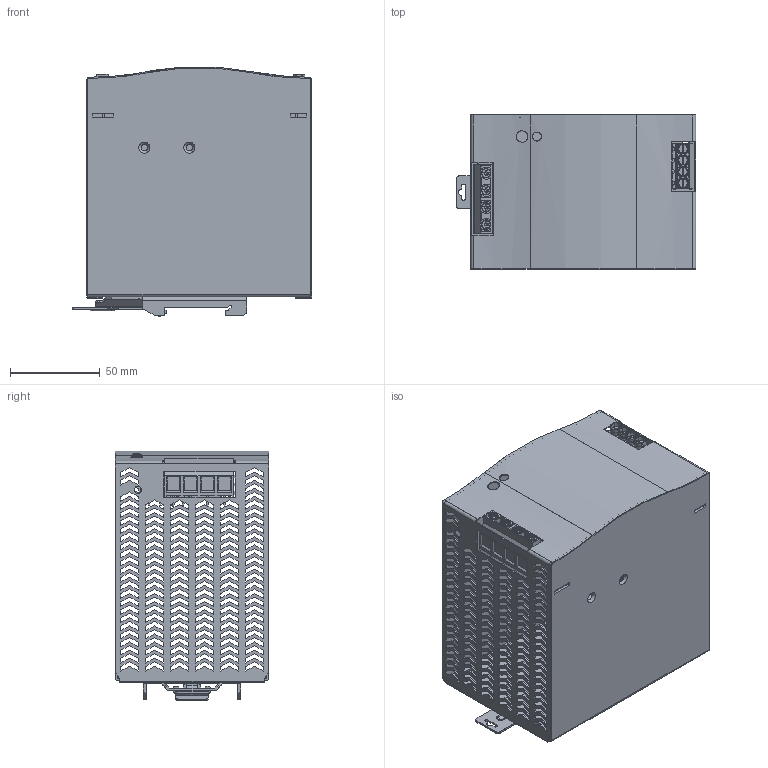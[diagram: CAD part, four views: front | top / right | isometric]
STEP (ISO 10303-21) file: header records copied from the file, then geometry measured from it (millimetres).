
FILE_DESCRIPTION(/* description */ (''),/* implementation_level */ '2;1');
FILE_NAME(/* name */ 'MTR480.stp',/* time_stamp */ '2023-07-21T15:03:53+08:00',/* author */ (''),/* organization */ (''),/* preprocessor_version */ 'ST-DEVELOPER v19.3',/* originating_system */ 'SIEMENS PLM Software NX2212.3001',/* authorisation */ '');
FILE_SCHEMA (('AP203_CONFIGURATION_CONTROLLED_3D_DESIGN_OF_MECHANICAL_PARTS_AND_ASSEMBLIES_MIM_LF { 1 0 10303 403 2 1 2}'));
Products named in the file (9): A04WJFWTH000007_209901ID; A04WJAZP0000009; A02SJKK00000008; A01J1DZP0000084; A01J1DZP0000088; A04WJJSK0000131; A04WJJSK0000132; MQR240-A01安装片装配; MTR480
Assembly tree (8 placements, depth 3):
  MTR480
    A04WJJSK0000132
    A04WJJSK0000131
    MQR240-A01安装片装配
      A02SJKK00000008
      A04WJAZP0000009
      A04WJFWTH000007_209901ID
    A01J1DZP0000088
    A01J1DZP0000084
Bounding box: 133.25 x 85.5 x 138.93 mm (x, y, z)
Volume: 96114 mm3; surface area: 158298.2 mm2
Topology: 11 solids, 11 shells, 3011 faces, 8733 edges, 5769 vertices
Faces by surface type: plane 2382, cylinder 406, cone 97, torus 84, bspline 27, sphere 12, extrusion 3
Full cylindrical faces by diameter (mm): 2.4 x2, 3.5 x11, 4 x8, 5 x4, 5.2 x8
Entity records: 108646 total; most frequent: CARTESIAN_POINT 28308, ORIENTED_EDGE 17212, DIRECTION 14792, EDGE_CURVE 8606, VECTOR 7074, LINE 7071, VERTEX_POINT 5732, AXIS2_PLACEMENT_3D 3859
